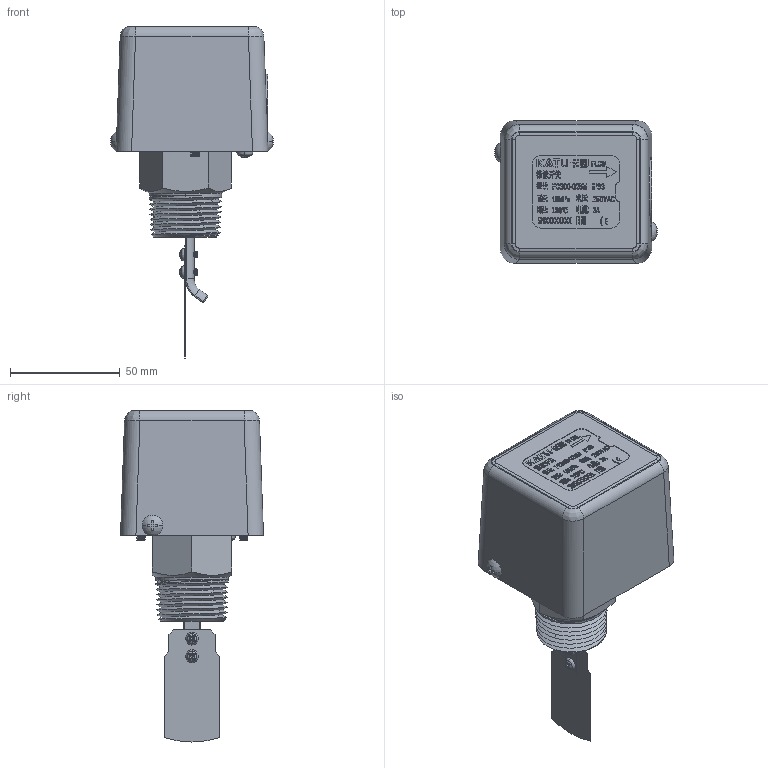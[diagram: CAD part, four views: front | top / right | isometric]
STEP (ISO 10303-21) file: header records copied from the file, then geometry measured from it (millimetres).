
FILE_DESCRIPTION((''),'2;1');
FILE_NAME('FC300-025M_ASM','2021-10-28T',('Administrator'),(''),'CREO PARAMETRIC BY PTC INC, 2014350','CREO PARAMETRIC BY PTC INC, 2014350','');
FILE_SCHEMA(('CONFIG_CONTROL_DESIGN'));
Products named in the file (16): FC-DBWK_1_1; FC-DBWK_1_2; FC-DBWK_1_ASM; FC300-07_1_1; FC300-07_1_2; FC300-07_1_ASM; XJCXDT-15X9X22XL4D5_1; FC300-01ASM_ASM_1_ASM; CRTSM4X8_1; FC300-R1M-CU_1; FC300-09_1; FC300-DP-2_1; GB_T_950-1986-M3X6_1; GB-T-950-1986-M4X5_1; FC300-025M_ASM_1_ASM; FC300-025M_ASM
Assembly tree (20 placements, depth 4):
  FC300-025M_ASM
    FC300-025M_ASM_1_ASM
      FC-DBWK_1_ASM
        FC-DBWK_1_1
        FC-DBWK_1_2
      FC300-07_1_ASM
        FC300-07_1_1
        FC300-07_1_2
      XJCXDT-15X9X22XL4D5_1
      FC300-01ASM_ASM_1_ASM
      CRTSM4X8_1  x2
      FC300-R1M-CU_1
      FC300-09_1
      FC300-DP-2_1
      GB_T_950-1986-M3X6_1  x2
      GB-T-950-1986-M4X5_1  x4
Bounding box: 73.88 x 65 x 151 mm (x, y, z)
Volume: 75245.1 mm3; surface area: 65440 mm2
Topology: 16 solids, 22 shells, 3368 faces, 9286 edges, 6142 vertices
Faces by surface type: plane 2569, extrusion 399, cylinder 193, bspline 134, cone 33, torus 22, sphere 18
Entity records: 107410 total; most frequent: CARTESIAN_POINT 28542, ORIENTED_EDGE 17304, DIRECTION 13985, EDGE_CURVE 8664, VECTOR 7621, LINE 7222, VERTEX_POINT 5755, EDGE_LOOP 3367
